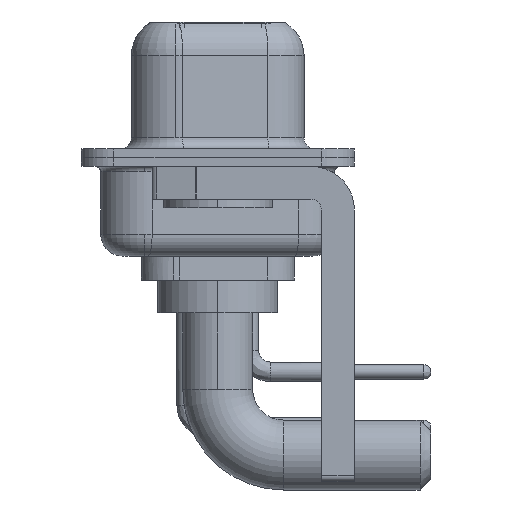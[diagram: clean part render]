
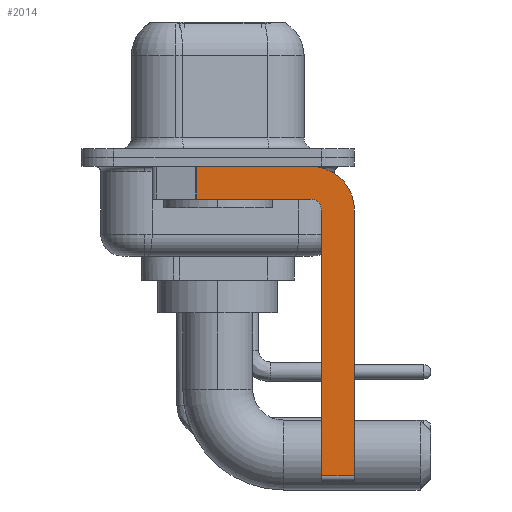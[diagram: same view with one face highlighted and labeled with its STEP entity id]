
A CAD part, left-side view. The second image highlights one B-rep face of the part: STEP entity #2014.
In plain terms, the highlighted planar face has unit normal (-1, 0, 0).
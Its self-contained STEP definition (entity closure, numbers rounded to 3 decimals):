
#57 = ORIENTED_EDGE ( 'NONE', *, *, #10789, .F. ) ;
#134 = DIRECTION ( 'NONE',  ( 0., 1., 0. ) ) ;
#275 = CARTESIAN_POINT ( 'NONE',  ( -2.9, 0.978, -1.9 ) ) ;
#492 = AXIS2_PLACEMENT_3D ( 'NONE', #17775, #9497, #17671 ) ;
#498 = VERTEX_POINT ( 'NONE', #14712 ) ;
#630 = ORIENTED_EDGE ( 'NONE', *, *, #12827, .F. ) ;
#999 = CARTESIAN_POINT ( 'NONE',  ( -2.9, 0.978, -1.9 ) ) ;
#1283 = VERTEX_POINT ( 'NONE', #15734 ) ;
#1707 = VERTEX_POINT ( 'NONE', #3707 ) ;
#1759 = DIRECTION ( 'NONE',  ( 0., 0., -1. ) ) ;
#1824 = EDGE_CURVE ( 'NONE', #19949, #3137, #4024, .T. ) ;
#2014 = ADVANCED_FACE ( 'NONE', ( #19408 ), #15805, .F. ) ;
#2132 = DIRECTION ( 'NONE',  ( 0., -1., 0. ) ) ;
#2145 = CARTESIAN_POINT ( 'NONE',  ( -2.9, -4.75, -14.8 ) ) ;
#2326 = CARTESIAN_POINT ( 'NONE',  ( -2.9, -6.25, -2.4 ) ) ;
#2363 = ORIENTED_EDGE ( 'NONE', *, *, #2874, .F. ) ;
#2566 = VERTEX_POINT ( 'NONE', #275 ) ;
#2639 = CARTESIAN_POINT ( 'NONE',  ( -2.9, -6.25, -14.55 ) ) ;
#2874 = EDGE_CURVE ( 'NONE', #1707, #3137, #7114, .T. ) ;
#2941 = CARTESIAN_POINT ( 'NONE',  ( -2.9, -4.25, -0.4 ) ) ;
#3137 = VERTEX_POINT ( 'NONE', #2639 ) ;
#3707 = CARTESIAN_POINT ( 'NONE',  ( -2.9, -6.25, -2.4 ) ) ;
#4024 = LINE ( 'NONE', #10516, #6864 ) ;
#5298 = EDGE_CURVE ( 'NONE', #1283, #2566, #12288, .T. ) ;
#5416 = VERTEX_POINT ( 'NONE', #12908 ) ;
#5646 = VECTOR ( 'NONE', #8637, 1000. ) ;
#5743 = CARTESIAN_POINT ( 'NONE',  ( -2.9, 3., -0.4 ) ) ;
#6755 = CARTESIAN_POINT ( 'NONE',  ( -2.9, -4.25, -2.4 ) ) ;
#6864 = VECTOR ( 'NONE', #16980, 1000. ) ;
#7114 = LINE ( 'NONE', #2326, #13804 ) ;
#7800 = LINE ( 'NONE', #13119, #14529 ) ;
#7859 = VECTOR ( 'NONE', #2132, 1000. ) ;
#8134 = ORIENTED_EDGE ( 'NONE', *, *, #19260, .F. ) ;
#8269 = EDGE_CURVE ( 'NONE', #1283, #17417, #13826, .T. ) ;
#8637 = DIRECTION ( 'NONE',  ( 0., 0., 1. ) ) ;
#9497 = DIRECTION ( 'NONE',  ( -1., 0., 0. ) ) ;
#10352 = CIRCLE ( 'NONE', #492, 0.5 ) ;
#10516 = CARTESIAN_POINT ( 'NONE',  ( -2.9, -4.25, -14.55 ) ) ;
#10789 = EDGE_CURVE ( 'NONE', #17417, #1707, #15378, .T. ) ;
#11249 = DIRECTION ( 'NONE',  ( 1., 0., 0. ) ) ;
#11342 = ORIENTED_EDGE ( 'NONE', *, *, #14408, .F. ) ;
#11942 = LINE ( 'NONE', #2145, #5646 ) ;
#12241 = CARTESIAN_POINT ( 'NONE',  ( -2.9, -4.75, -14.55 ) ) ;
#12288 = LINE ( 'NONE', #999, #16019 ) ;
#12827 = EDGE_CURVE ( 'NONE', #498, #5416, #10352, .T. ) ;
#12908 = CARTESIAN_POINT ( 'NONE',  ( -2.9, -4.25, -1.9 ) ) ;
#13119 = CARTESIAN_POINT ( 'NONE',  ( -2.9, -4.25, -1.9 ) ) ;
#13804 = VECTOR ( 'NONE', #18057, 1000. ) ;
#13826 = LINE ( 'NONE', #5743, #7859 ) ;
#14408 = EDGE_CURVE ( 'NONE', #19949, #498, #11942, .T. ) ;
#14529 = VECTOR ( 'NONE', #134, 1000. ) ;
#14712 = CARTESIAN_POINT ( 'NONE',  ( -2.9, -4.75, -2.4 ) ) ;
#15378 = CIRCLE ( 'NONE', #18074, 2. ) ;
#15734 = CARTESIAN_POINT ( 'NONE',  ( -2.9, 0.978, -0.4 ) ) ;
#15805 = PLANE ( 'NONE',  #20751 ) ;
#16017 = CARTESIAN_POINT ( 'NONE',  ( -2.9, -4.25, -2.4 ) ) ;
#16019 = VECTOR ( 'NONE', #18637, 1000. ) ;
#16518 = DIRECTION ( 'NONE',  ( 1., 0., 0. ) ) ;
#16797 = EDGE_LOOP ( 'NONE', ( #19316, #17101, #8134, #630, #11342, #19820, #2363, #57 ) ) ;
#16980 = DIRECTION ( 'NONE',  ( 0., -1., 0. ) ) ;
#17101 = ORIENTED_EDGE ( 'NONE', *, *, #5298, .T. ) ;
#17417 = VERTEX_POINT ( 'NONE', #2941 ) ;
#17671 = DIRECTION ( 'NONE',  ( 0., 0., 1. ) ) ;
#17775 = CARTESIAN_POINT ( 'NONE',  ( -2.9, -4.25, -2.4 ) ) ;
#18057 = DIRECTION ( 'NONE',  ( 0., 0., -1. ) ) ;
#18074 = AXIS2_PLACEMENT_3D ( 'NONE', #6755, #16518, #1759 ) ;
#18637 = DIRECTION ( 'NONE',  ( 0., 0., -1. ) ) ;
#19093 = DIRECTION ( 'NONE',  ( 0., 0., -1. ) ) ;
#19260 = EDGE_CURVE ( 'NONE', #5416, #2566, #7800, .T. ) ;
#19316 = ORIENTED_EDGE ( 'NONE', *, *, #8269, .F. ) ;
#19408 = FACE_OUTER_BOUND ( 'NONE', #16797, .T. ) ;
#19820 = ORIENTED_EDGE ( 'NONE', *, *, #1824, .T. ) ;
#19949 = VERTEX_POINT ( 'NONE', #12241 ) ;
#20751 = AXIS2_PLACEMENT_3D ( 'NONE', #16017, #11249, #19093 ) ;
